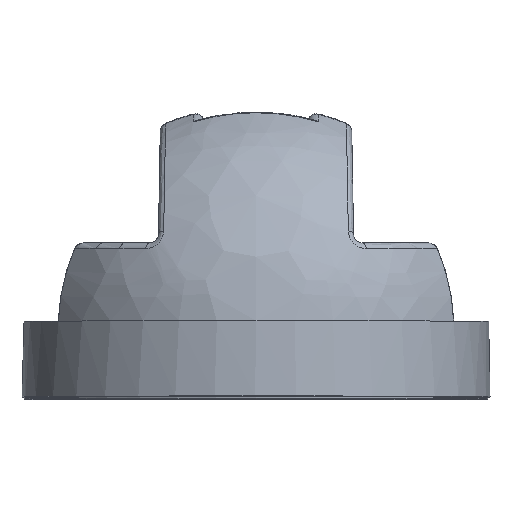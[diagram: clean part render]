
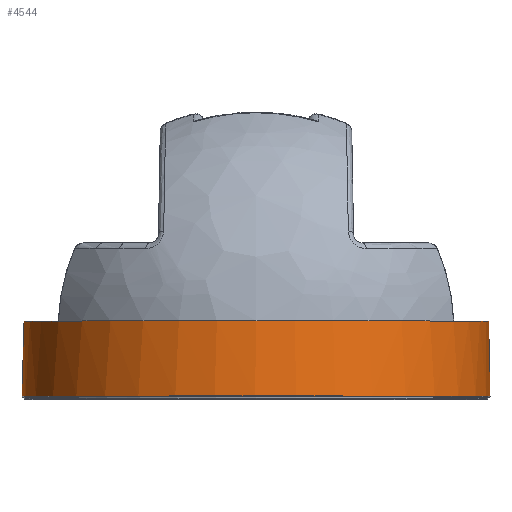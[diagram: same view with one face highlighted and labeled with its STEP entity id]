
A CAD part, top view. The second image highlights one B-rep face of the part: STEP entity #4544.
In plain terms, the highlighted conical face has half-angle 1 degrees and reference radius 53.737 mm.
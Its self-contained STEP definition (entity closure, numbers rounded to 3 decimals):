
#279=LINE('',#6946,#554);
#554=VECTOR('',#5479,53.737);
#829=CONICAL_SURFACE('',#4857,53.737,0.017);
#941=FACE_OUTER_BOUND('',#1223,.T.);
#1223=EDGE_LOOP('',(#3033,#3034,#3035,#3036,#3037,#3038,#3039,#3040,#3041,
#3042,#3043));
#1540=CIRCLE('',#4855,53.888);
#1541=CIRCLE('',#4856,53.888);
#1542=CIRCLE('',#4858,53.586);
#1543=CIRCLE('',#4859,53.586);
#1544=CIRCLE('',#4860,53.586);
#1545=CIRCLE('',#4861,53.586);
#1546=CIRCLE('',#4862,53.586);
#1547=CIRCLE('',#4863,53.586);
#1548=CIRCLE('',#4864,53.586);
#1840=VERTEX_POINT('',#6939);
#1841=VERTEX_POINT('',#6941);
#1842=VERTEX_POINT('',#6945);
#1843=VERTEX_POINT('',#6947);
#1844=VERTEX_POINT('',#6949);
#1845=VERTEX_POINT('',#6951);
#1846=VERTEX_POINT('',#6953);
#1847=VERTEX_POINT('',#6955);
#1848=VERTEX_POINT('',#6957);
#2298=EDGE_CURVE('',#1841,#1840,#1540,.T.);
#2299=EDGE_CURVE('',#1840,#1841,#1541,.T.);
#2300=EDGE_CURVE('',#1841,#1842,#279,.T.);
#2301=EDGE_CURVE('',#1842,#1843,#1542,.T.);
#2302=EDGE_CURVE('',#1843,#1844,#1543,.T.);
#2303=EDGE_CURVE('',#1844,#1845,#1544,.T.);
#2304=EDGE_CURVE('',#1845,#1846,#1545,.T.);
#2305=EDGE_CURVE('',#1846,#1847,#1546,.T.);
#2306=EDGE_CURVE('',#1847,#1848,#1547,.T.);
#2307=EDGE_CURVE('',#1848,#1842,#1548,.T.);
#3033=ORIENTED_EDGE('',*,*,#2298,.T.);
#3034=ORIENTED_EDGE('',*,*,#2299,.T.);
#3035=ORIENTED_EDGE('',*,*,#2300,.T.);
#3036=ORIENTED_EDGE('',*,*,#2301,.T.);
#3037=ORIENTED_EDGE('',*,*,#2302,.T.);
#3038=ORIENTED_EDGE('',*,*,#2303,.T.);
#3039=ORIENTED_EDGE('',*,*,#2304,.T.);
#3040=ORIENTED_EDGE('',*,*,#2305,.T.);
#3041=ORIENTED_EDGE('',*,*,#2306,.T.);
#3042=ORIENTED_EDGE('',*,*,#2307,.T.);
#3043=ORIENTED_EDGE('',*,*,#2300,.F.);
#4544=ADVANCED_FACE('',(#941),#829,.T.);
#4855=AXIS2_PLACEMENT_3D('',#6942,#5473,#5474);
#4856=AXIS2_PLACEMENT_3D('',#6943,#5475,#5476);
#4857=AXIS2_PLACEMENT_3D('',#6944,#5477,#5478);
#4858=AXIS2_PLACEMENT_3D('',#6948,#5480,#5481);
#4859=AXIS2_PLACEMENT_3D('',#6950,#5482,#5483);
#4860=AXIS2_PLACEMENT_3D('',#6952,#5484,#5485);
#4861=AXIS2_PLACEMENT_3D('',#6954,#5486,#5487);
#4862=AXIS2_PLACEMENT_3D('',#6956,#5488,#5489);
#4863=AXIS2_PLACEMENT_3D('',#6958,#5490,#5491);
#4864=AXIS2_PLACEMENT_3D('',#6959,#5492,#5493);
#5473=DIRECTION('center_axis',(0.,1.,0.));
#5474=DIRECTION('ref_axis',(-1.,0.,0.));
#5475=DIRECTION('center_axis',(0.,1.,0.));
#5476=DIRECTION('ref_axis',(-1.,0.,0.));
#5477=DIRECTION('center_axis',(0.,-1.,0.));
#5478=DIRECTION('ref_axis',(-1.,0.,0.));
#5479=DIRECTION('',(-0.017,1.,0.));
#5480=DIRECTION('center_axis',(0.,-1.,0.));
#5481=DIRECTION('ref_axis',(1.,0.,0.));
#5482=DIRECTION('center_axis',(0.,-1.,0.));
#5483=DIRECTION('ref_axis',(0.849,0.,0.528));
#5484=DIRECTION('center_axis',(0.,-1.,0.));
#5485=DIRECTION('ref_axis',(-0.849,0.,0.528));
#5486=DIRECTION('center_axis',(0.,-1.,0.));
#5487=DIRECTION('ref_axis',(-0.849,0.,-0.528));
#5488=DIRECTION('center_axis',(0.,-1.,0.));
#5489=DIRECTION('ref_axis',(-0.262,0.,-0.965));
#5490=DIRECTION('center_axis',(0.,-1.,0.));
#5491=DIRECTION('ref_axis',(0.262,0.,-0.965));
#5492=DIRECTION('center_axis',(0.,-1.,0.));
#5493=DIRECTION('ref_axis',(1.,0.,0.));
#6939=CARTESIAN_POINT('',(53.887,4.703,0.249));
#6941=CARTESIAN_POINT('',(53.888,4.703,0.));
#6942=CARTESIAN_POINT('Origin',(0.,4.703,0.));
#6943=CARTESIAN_POINT('Origin',(0.,4.703,0.));
#6944=CARTESIAN_POINT('Origin',(0.,13.352,0.));
#6945=CARTESIAN_POINT('',(53.586,22.,0.));
#6946=CARTESIAN_POINT('',(53.737,13.352,0.));
#6947=CARTESIAN_POINT('',(45.5,22.,28.306));
#6948=CARTESIAN_POINT('Origin',(0.,22.,0.));
#6949=CARTESIAN_POINT('',(-45.5,22.,28.306));
#6950=CARTESIAN_POINT('Origin',(0.,22.,0.));
#6951=CARTESIAN_POINT('',(-45.5,22.,-28.306));
#6952=CARTESIAN_POINT('Origin',(0.,22.,0.));
#6953=CARTESIAN_POINT('',(-14.023,22.,-51.718));
#6954=CARTESIAN_POINT('Origin',(0.,22.,0.));
#6955=CARTESIAN_POINT('',(14.023,22.,-51.718));
#6956=CARTESIAN_POINT('Origin',(0.,22.,0.));
#6957=CARTESIAN_POINT('',(45.5,22.,-28.306));
#6958=CARTESIAN_POINT('Origin',(0.,22.,0.));
#6959=CARTESIAN_POINT('Origin',(0.,22.,0.));
